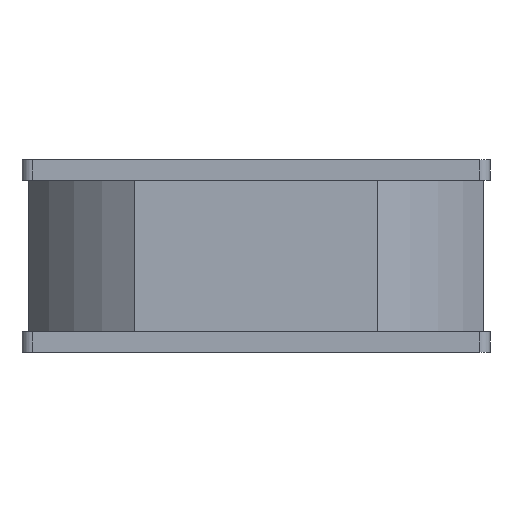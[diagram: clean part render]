
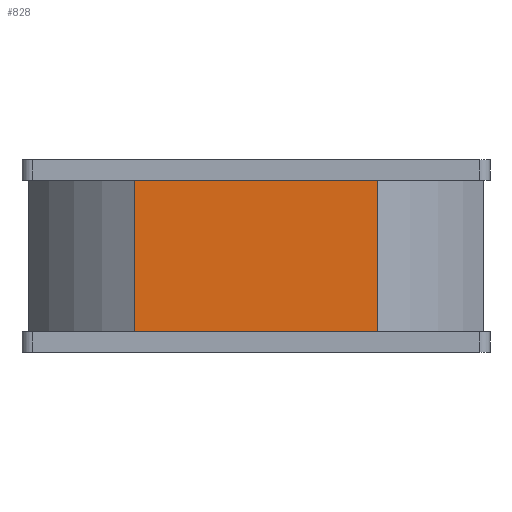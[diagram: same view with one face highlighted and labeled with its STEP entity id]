
A CAD part, front view. The second image highlights one B-rep face of the part: STEP entity #828.
In plain terms, the highlighted planar face has unit normal (0, 1, 0).
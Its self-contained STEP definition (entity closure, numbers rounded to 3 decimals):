
#7 = FACE_OUTER_BOUND ( 'NONE', #1603, .T. ) ;
#8 = DIRECTION ( 'NONE',  ( 0., 0., 1. ) ) ;
#203 = CARTESIAN_POINT ( 'NONE',  ( 24., -45., 34. ) ) ;
#273 = CARTESIAN_POINT ( 'NONE',  ( -24., -45., 34. ) ) ;
#659 = ORIENTED_EDGE ( 'NONE', *, *, #1725, .F. ) ;
#663 = ORIENTED_EDGE ( 'NONE', *, *, #1764, .T. ) ;
#664 = ORIENTED_EDGE ( 'NONE', *, *, #1704, .F. ) ;
#665 = ORIENTED_EDGE ( 'NONE', *, *, #1861, .T. ) ;
#749 = CARTESIAN_POINT ( 'NONE',  ( 24., -45., 34. ) ) ;
#753 = PLANE ( 'NONE',  #956 ) ;
#757 = DIRECTION ( 'NONE',  ( 0., 1., 0. ) ) ;
#759 = DIRECTION ( 'NONE',  ( 0., 0., 1. ) ) ;
#828 = ADVANCED_FACE ( 'NONE', ( #7 ), #753, .T. ) ;
#956 = AXIS2_PLACEMENT_3D ( 'NONE', #749, #757, #759 ) ;
#976 = DIRECTION ( 'NONE',  ( 1., 0., 0. ) ) ;
#1120 = LINE ( 'NONE', #1474, #1192 ) ;
#1192 = VECTOR ( 'NONE', #1665, 1000. ) ;
#1203 = VERTEX_POINT ( 'NONE', #1920 ) ;
#1206 = VERTEX_POINT ( 'NONE', #1933 ) ;
#1344 = VECTOR ( 'NONE', #8, 1000. ) ;
#1395 = VECTOR ( 'NONE', #976, 1000. ) ;
#1397 = LINE ( 'NONE', #2065, #1344 ) ;
#1403 = LINE ( 'NONE', #2003, #1395 ) ;
#1430 = VECTOR ( 'NONE', #1839, 1000. ) ;
#1440 = LINE ( 'NONE', #1816, #1430 ) ;
#1474 = CARTESIAN_POINT ( 'NONE',  ( 24., -45., 34. ) ) ;
#1603 = EDGE_LOOP ( 'NONE', ( #659, #663, #664, #665 ) ) ;
#1665 = DIRECTION ( 'NONE',  ( 0., 0., -1. ) ) ;
#1704 = EDGE_CURVE ( 'NONE', #2056, #1986, #1440, .T. ) ;
#1725 = EDGE_CURVE ( 'NONE', #1206, #1203, #1403, .T. ) ;
#1764 = EDGE_CURVE ( 'NONE', #1206, #1986, #1397, .T. ) ;
#1816 = CARTESIAN_POINT ( 'NONE',  ( 0., -45., 34. ) ) ;
#1839 = DIRECTION ( 'NONE',  ( -1., 0., 0. ) ) ;
#1861 = EDGE_CURVE ( 'NONE', #2056, #1203, #1120, .T. ) ;
#1920 = CARTESIAN_POINT ( 'NONE',  ( 24., -45., 4. ) ) ;
#1933 = CARTESIAN_POINT ( 'NONE',  ( -24., -45., 4. ) ) ;
#1986 = VERTEX_POINT ( 'NONE', #273 ) ;
#2003 = CARTESIAN_POINT ( 'NONE',  ( 0., -45., 4. ) ) ;
#2056 = VERTEX_POINT ( 'NONE', #203 ) ;
#2065 = CARTESIAN_POINT ( 'NONE',  ( -24., -45., 34. ) ) ;
